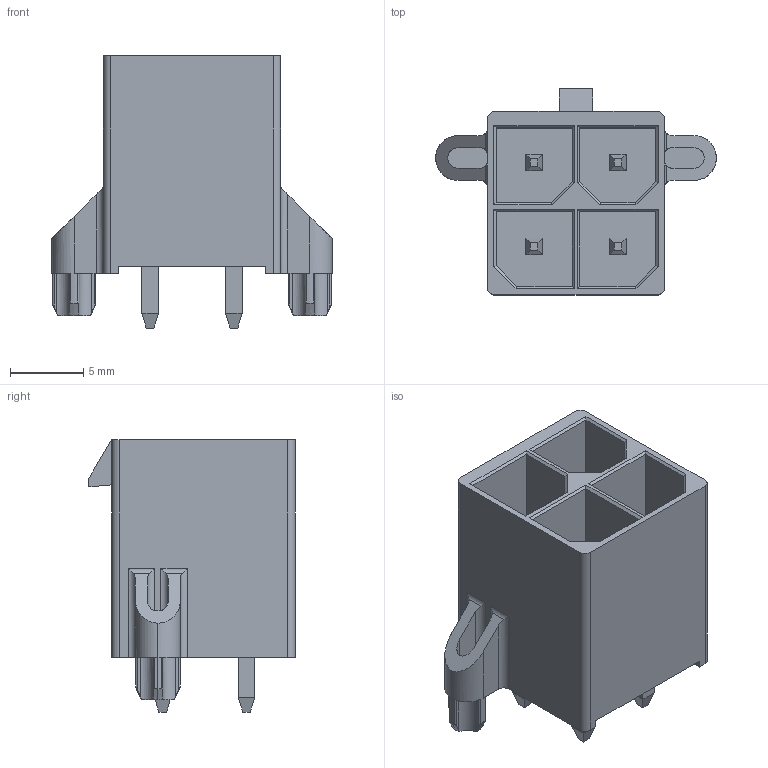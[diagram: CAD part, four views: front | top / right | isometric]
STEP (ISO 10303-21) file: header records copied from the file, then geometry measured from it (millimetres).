
FILE_DESCRIPTION((''),'2;1');
FILE_NAME('2X2_ASM','2017-04-10T',('lengt'),('AFCI'),'CREO PARAMETRIC BY PTC INC, 2016130','CREO PARAMETRIC BY PTC INC, 2016130','');
FILE_SCHEMA(('AUTOMOTIVE_DESIGN { 1 0 10303 214 1 1 1 1 }'));
Length unit declared in the file: millimetre
Products named in the file (4): P1_3_1_1_1; P1_1_3_1_1_1; 2X2_X2_585181A04E3B9AD4_X0_; 2X2_ASM
Assembly tree (5 placements, depth 2):
  2X2_ASM
    P1_3_1_1_1  x2
    P1_1_3_1_1_1  x2
    2X2_X2_585181A04E3B9AD4_X0_
Bounding box: 19.09 x 14.03 x 18.53 mm (x, y, z)
Volume: 1055.5 mm3; surface area: 2565.1 mm2
Topology: 5 solids, 5 shells, 359 faces, 963 edges, 623 vertices
Faces by surface type: plane 261, cylinder 86, cone 12
Entity records: 13779 total; most frequent: CARTESIAN_POINT 2232, ORIENTED_EDGE 1814, DIRECTION 1669, PRESENTATION_STYLE_ASSIGNMENT 910, STYLED_ITEM 910, CURVE_STYLE 907, EDGE_CURVE 907, VECTOR 681
